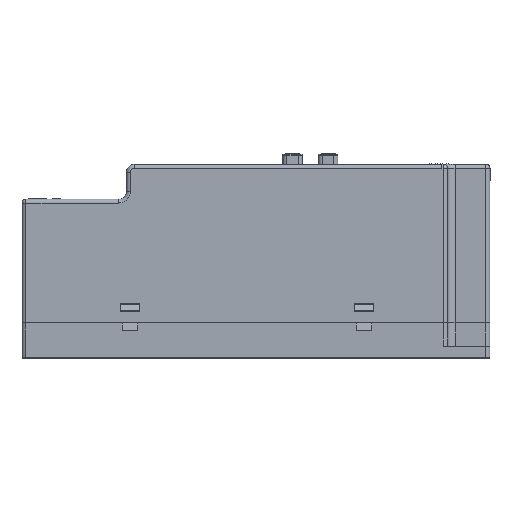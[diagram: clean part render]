
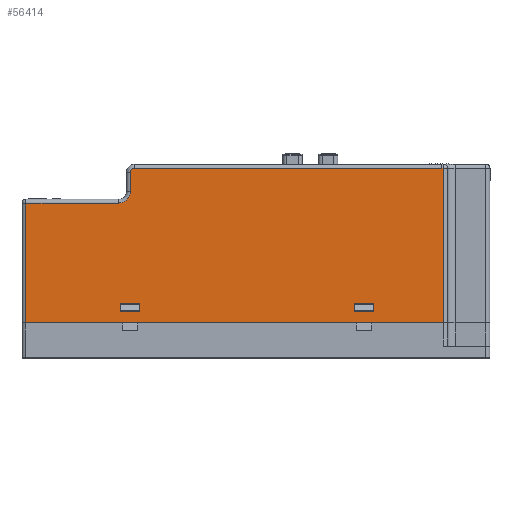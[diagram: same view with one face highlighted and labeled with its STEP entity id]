
A CAD part, top view. The second image highlights one B-rep face of the part: STEP entity #56414.
In plain terms, the highlighted planar face has unit normal (0, 0, 1).
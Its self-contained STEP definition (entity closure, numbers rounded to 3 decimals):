
#46704 = VERTEX_POINT ( 'NONE', #82812 ) ;
#46708 = EDGE_CURVE ( 'NONE', #46709, #46704, #82809, .T. ) ;
#46709 = VERTEX_POINT ( 'NONE', #82924 ) ;
#56344 = ORIENTED_EDGE ( 'NONE', *, *, #56346, .T. ) ;
#56346 = EDGE_CURVE ( 'NONE', #56392, #56349, #104500, .T. ) ;
#56349 = VERTEX_POINT ( 'NONE', #104495 ) ;
#56351 = ORIENTED_EDGE ( 'NONE', *, *, #56354, .T. ) ;
#56354 = EDGE_CURVE ( 'NONE', #56349, #56355, #104493, .T. ) ;
#56355 = VERTEX_POINT ( 'NONE', #104489 ) ;
#56356 = ORIENTED_EDGE ( 'NONE', *, *, #56357, .T. ) ;
#56357 = EDGE_CURVE ( 'NONE', #56355, #46709, #104488, .T. ) ;
#56358 = ORIENTED_EDGE ( 'NONE', *, *, #46708, .T. ) ;
#56361 = EDGE_LOOP ( 'NONE', ( #56363, #56368, #56472, #56477 ) ) ;
#56363 = ORIENTED_EDGE ( 'NONE', *, *, #56365, .F. ) ;
#56365 = EDGE_CURVE ( 'NONE', #56366, #56367, #104480, .T. ) ;
#56366 = VERTEX_POINT ( 'NONE', #104474 ) ;
#56367 = VERTEX_POINT ( 'NONE', #104472 ) ;
#56368 = ORIENTED_EDGE ( 'NONE', *, *, #56467, .F. ) ;
#56370 = EDGE_CURVE ( 'NONE', #46704, #56418, #104471, .T. ) ;
#56373 = ORIENTED_EDGE ( 'NONE', *, *, #56375, .T. ) ;
#56375 = EDGE_CURVE ( 'NONE', #56418, #56378, #104462, .T. ) ;
#56378 = VERTEX_POINT ( 'NONE', #104452 ) ;
#56379 = ORIENTED_EDGE ( 'NONE', *, *, #56380, .T. ) ;
#56380 = EDGE_CURVE ( 'NONE', #56378, #56381, #104566, .T. ) ;
#56381 = VERTEX_POINT ( 'NONE', #104559 ) ;
#56382 = ORIENTED_EDGE ( 'NONE', *, *, #56384, .T. ) ;
#56384 = EDGE_CURVE ( 'NONE', #56381, #56386, #104554, .T. ) ;
#56386 = VERTEX_POINT ( 'NONE', #104546 ) ;
#56388 = ORIENTED_EDGE ( 'NONE', *, *, #56391, .T. ) ;
#56391 = EDGE_CURVE ( 'NONE', #56386, #56392, #104542, .T. ) ;
#56392 = VERTEX_POINT ( 'NONE', #104535 ) ;
#56414 = ADVANCED_FACE ( 'NONE', ( #104629, #104627, #104625 ), #104621, .T. ) ;
#56415 = EDGE_LOOP ( 'NONE', ( #56416, #56373, #56379, #56382, #56388, #56344, #56351, #56356, #56358 ) ) ;
#56416 = ORIENTED_EDGE ( 'NONE', *, *, #56370, .T. ) ;
#56418 = VERTEX_POINT ( 'NONE', #104612 ) ;
#56441 = ORIENTED_EDGE ( 'NONE', *, *, #56443, .F. ) ;
#56443 = EDGE_CURVE ( 'NONE', #56445, #56493, #104575, .T. ) ;
#56445 = VERTEX_POINT ( 'NONE', #104570 ) ;
#56447 = ORIENTED_EDGE ( 'NONE', *, *, #56450, .F. ) ;
#56450 = EDGE_CURVE ( 'NONE', #56487, #56445, #104705, .T. ) ;
#56467 = EDGE_CURVE ( 'NONE', #56469, #56366, #104653, .T. ) ;
#56469 = VERTEX_POINT ( 'NONE', #104645 ) ;
#56472 = ORIENTED_EDGE ( 'NONE', *, *, #56474, .F. ) ;
#56474 = EDGE_CURVE ( 'NONE', #56476, #56469, #104641, .T. ) ;
#56476 = VERTEX_POINT ( 'NONE', #104751 ) ;
#56477 = ORIENTED_EDGE ( 'NONE', *, *, #56478, .F. ) ;
#56478 = EDGE_CURVE ( 'NONE', #56367, #56476, #104750, .T. ) ;
#56480 = EDGE_LOOP ( 'NONE', ( #56482, #56489, #56441, #56447 ) ) ;
#56482 = ORIENTED_EDGE ( 'NONE', *, *, #56483, .F. ) ;
#56483 = EDGE_CURVE ( 'NONE', #56485, #56487, #104746, .T. ) ;
#56485 = VERTEX_POINT ( 'NONE', #104742 ) ;
#56487 = VERTEX_POINT ( 'NONE', #104741 ) ;
#56489 = ORIENTED_EDGE ( 'NONE', *, *, #56491, .F. ) ;
#56491 = EDGE_CURVE ( 'NONE', #56493, #56485, #104740, .T. ) ;
#56493 = VERTEX_POINT ( 'NONE', #104735 ) ;
#82806 = DIRECTION ( 'NONE',  ( 1., 0., 0. ) ) ;
#82807 = VECTOR ( 'NONE', #82806, 1000. ) ;
#82808 = CARTESIAN_POINT ( 'NONE',  ( -60.5, -5., 37.25 ) ) ;
#82809 = LINE ( 'NONE', #82808, #82807 ) ;
#82812 = CARTESIAN_POINT ( 'NONE',  ( 48.6, -5., 37.25 ) ) ;
#82924 = CARTESIAN_POINT ( 'NONE',  ( -59.5, -5., 37.25 ) ) ;
#104452 = CARTESIAN_POINT ( 'NONE',  ( 48.1, 35., 37.25 ) ) ;
#104457 = DIRECTION ( 'NONE',  ( -1., 0., 0. ) ) ;
#104458 = VECTOR ( 'NONE', #104457, 1000. ) ;
#104460 = CARTESIAN_POINT ( 'NONE',  ( 48.1, 35., 37.25 ) ) ;
#104462 = LINE ( 'NONE', #104460, #104458 ) ;
#104466 = DIRECTION ( 'NONE',  ( 0., 1., 0. ) ) ;
#104467 = VECTOR ( 'NONE', #104466, 1000. ) ;
#104469 = CARTESIAN_POINT ( 'NONE',  ( 48.6, 36., 37.25 ) ) ;
#104471 = LINE ( 'NONE', #104469, #104467 ) ;
#104472 = CARTESIAN_POINT ( 'NONE',  ( 25.5, -2., 37.25 ) ) ;
#104474 = CARTESIAN_POINT ( 'NONE',  ( 25.5, 0.1, 37.25 ) ) ;
#104475 = DIRECTION ( 'NONE',  ( 0., -1., 0. ) ) ;
#104476 = VECTOR ( 'NONE', #104475, 1000. ) ;
#104478 = CARTESIAN_POINT ( 'NONE',  ( 25.5, 0.1, 37.25 ) ) ;
#104480 = LINE ( 'NONE', #104478, #104476 ) ;
#104485 = DIRECTION ( 'NONE',  ( 0., -1., 0. ) ) ;
#104486 = VECTOR ( 'NONE', #104485, 1000. ) ;
#104487 = CARTESIAN_POINT ( 'NONE',  ( -59.5, -5., 37.25 ) ) ;
#104488 = LINE ( 'NONE', #104487, #104486 ) ;
#104489 = CARTESIAN_POINT ( 'NONE',  ( -59.5, 26., 37.25 ) ) ;
#104490 = DIRECTION ( 'NONE',  ( -1., 0., 0. ) ) ;
#104491 = VECTOR ( 'NONE', #104490, 1000. ) ;
#104492 = CARTESIAN_POINT ( 'NONE',  ( -60.5, 26., 37.25 ) ) ;
#104493 = LINE ( 'NONE', #104492, #104491 ) ;
#104495 = CARTESIAN_POINT ( 'NONE',  ( -35.5, 26., 37.25 ) ) ;
#104496 = DIRECTION ( 'NONE',  ( 1., 0., 0. ) ) ;
#104497 = DIRECTION ( 'NONE',  ( 0., 0., -1. ) ) ;
#104498 = CARTESIAN_POINT ( 'NONE',  ( -35.5, 29., 37.25 ) ) ;
#104499 = AXIS2_PLACEMENT_3D ( 'NONE', #104498, #104497, #104496 ) ;
#104500 = CIRCLE ( 'NONE', #104499, 3. ) ;
#104535 = CARTESIAN_POINT ( 'NONE',  ( -32.5, 29., 37.25 ) ) ;
#104536 = DIRECTION ( 'NONE',  ( 0., -1., 0. ) ) ;
#104538 = VECTOR ( 'NONE', #104536, 1000. ) ;
#104540 = CARTESIAN_POINT ( 'NONE',  ( -32.5, 29., 37.25 ) ) ;
#104542 = LINE ( 'NONE', #104540, #104538 ) ;
#104546 = CARTESIAN_POINT ( 'NONE',  ( -32.5, 34., 37.25 ) ) ;
#104548 = DIRECTION ( 'NONE',  ( 1., 0., 0. ) ) ;
#104550 = DIRECTION ( 'NONE',  ( 0., 0., 1. ) ) ;
#104551 = CARTESIAN_POINT ( 'NONE',  ( -31.5, 34., 37.25 ) ) ;
#104552 = AXIS2_PLACEMENT_3D ( 'NONE', #104551, #104550, #104548 ) ;
#104554 = CIRCLE ( 'NONE', #104552, 1. ) ;
#104559 = CARTESIAN_POINT ( 'NONE',  ( -31.5, 35., 37.25 ) ) ;
#104561 = DIRECTION ( 'NONE',  ( -1., 0., 0. ) ) ;
#104563 = VECTOR ( 'NONE', #104561, 1000. ) ;
#104565 = CARTESIAN_POINT ( 'NONE',  ( -31.5, 35., 37.25 ) ) ;
#104566 = LINE ( 'NONE', #104565, #104563 ) ;
#104570 = CARTESIAN_POINT ( 'NONE',  ( -30., -2., 37.25 ) ) ;
#104572 = DIRECTION ( 'NONE',  ( 0., 1., 0. ) ) ;
#104573 = VECTOR ( 'NONE', #104572, 1000. ) ;
#104574 = CARTESIAN_POINT ( 'NONE',  ( -30., 0.1, 37.25 ) ) ;
#104575 = LINE ( 'NONE', #104574, #104573 ) ;
#104612 = CARTESIAN_POINT ( 'NONE',  ( 48.6, 35., 37.25 ) ) ;
#104614 = DIRECTION ( 'NONE',  ( 1., 0., 0. ) ) ;
#104616 = DIRECTION ( 'NONE',  ( 0., 0., 1. ) ) ;
#104617 = CARTESIAN_POINT ( 'NONE',  ( -33.5, 27., 37.25 ) ) ;
#104619 = AXIS2_PLACEMENT_3D ( 'NONE', #104617, #104616, #104614 ) ;
#104621 = PLANE ( 'NONE',  #104619 ) ;
#104625 = FACE_BOUND ( 'NONE', #56480, .T. ) ;
#104627 = FACE_BOUND ( 'NONE', #56361, .T. ) ;
#104629 = FACE_OUTER_BOUND ( 'NONE', #56415, .T. ) ;
#104639 = CARTESIAN_POINT ( 'NONE',  ( 30.5, 0.1, 37.25 ) ) ;
#104641 = LINE ( 'NONE', #104639, #104753 ) ;
#104645 = CARTESIAN_POINT ( 'NONE',  ( 30.5, 0.1, 37.25 ) ) ;
#104648 = DIRECTION ( 'NONE',  ( -1., 0., 0. ) ) ;
#104649 = VECTOR ( 'NONE', #104648, 1000. ) ;
#104651 = CARTESIAN_POINT ( 'NONE',  ( 25.5, 0.1, 37.25 ) ) ;
#104653 = LINE ( 'NONE', #104651, #104649 ) ;
#104700 = DIRECTION ( 'NONE',  ( 1., 0., 0. ) ) ;
#104702 = VECTOR ( 'NONE', #104700, 1000. ) ;
#104704 = CARTESIAN_POINT ( 'NONE',  ( -35., -2., 37.25 ) ) ;
#104705 = LINE ( 'NONE', #104704, #104702 ) ;
#104735 = CARTESIAN_POINT ( 'NONE',  ( -30., 0.1, 37.25 ) ) ;
#104736 = DIRECTION ( 'NONE',  ( -1., 0., 0. ) ) ;
#104737 = VECTOR ( 'NONE', #104736, 1000. ) ;
#104738 = CARTESIAN_POINT ( 'NONE',  ( -35., 0.1, 37.25 ) ) ;
#104740 = LINE ( 'NONE', #104738, #104737 ) ;
#104741 = CARTESIAN_POINT ( 'NONE',  ( -35., -2., 37.25 ) ) ;
#104742 = CARTESIAN_POINT ( 'NONE',  ( -35., 0.1, 37.25 ) ) ;
#104743 = DIRECTION ( 'NONE',  ( 0., -1., 0. ) ) ;
#104744 = VECTOR ( 'NONE', #104743, 1000. ) ;
#104745 = CARTESIAN_POINT ( 'NONE',  ( -35., 0.1, 37.25 ) ) ;
#104746 = LINE ( 'NONE', #104745, #104744 ) ;
#104747 = DIRECTION ( 'NONE',  ( 1., 0., 0. ) ) ;
#104748 = VECTOR ( 'NONE', #104747, 1000. ) ;
#104749 = CARTESIAN_POINT ( 'NONE',  ( 25.5, -2., 37.25 ) ) ;
#104750 = LINE ( 'NONE', #104749, #104748 ) ;
#104751 = CARTESIAN_POINT ( 'NONE',  ( 30.5, -2., 37.25 ) ) ;
#104752 = DIRECTION ( 'NONE',  ( 0., 1., 0. ) ) ;
#104753 = VECTOR ( 'NONE', #104752, 1000. ) ;
